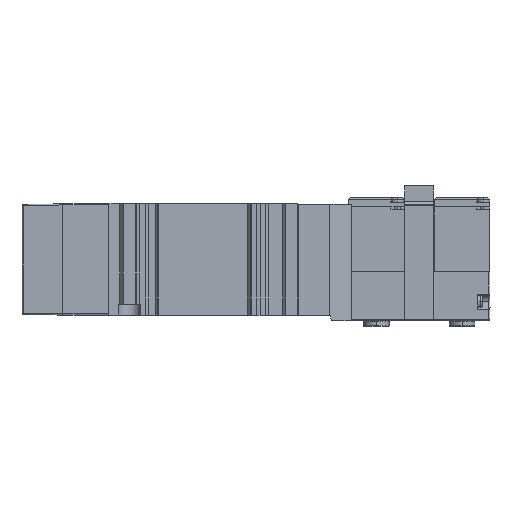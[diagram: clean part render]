
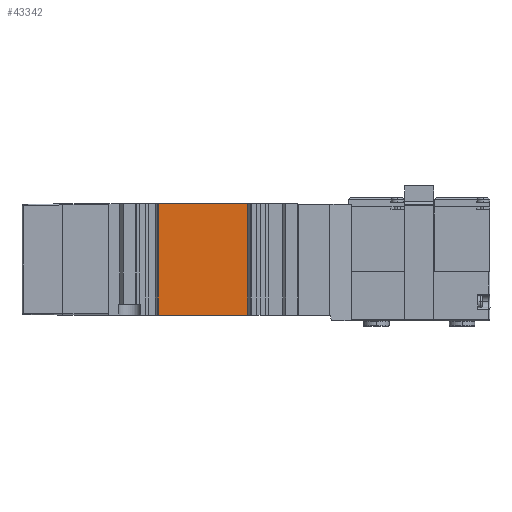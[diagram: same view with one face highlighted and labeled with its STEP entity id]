
A CAD part, front view. The second image highlights one B-rep face of the part: STEP entity #43342.
In plain terms, the highlighted planar face has unit normal (0, -1, 0).
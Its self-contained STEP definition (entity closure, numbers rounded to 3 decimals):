
#1049 = DIRECTION ( 'NONE',  ( 0., 0., 1. ) ) ;
#1099 = CARTESIAN_POINT ( 'NONE',  ( 11.942, -7.3, 0.014 ) ) ;
#1363 = VECTOR ( 'NONE', #20612, 1000. ) ;
#3766 = LINE ( 'NONE', #10609, #9231 ) ;
#4326 = VECTOR ( 'NONE', #42999, 1000. ) ;
#5455 = CARTESIAN_POINT ( 'NONE',  ( 11.942, -7.3, -15.236 ) ) ;
#6473 = EDGE_CURVE ( 'NONE', #20316, #33397, #14245, .T. ) ;
#8347 = ORIENTED_EDGE ( 'NONE', *, *, #35266, .F. ) ;
#9231 = VECTOR ( 'NONE', #38362, 1000. ) ;
#10609 = CARTESIAN_POINT ( 'NONE',  ( -0.259, -7.3, 15.264 ) ) ;
#10868 = EDGE_CURVE ( 'NONE', #29957, #13501, #35497, .T. ) ;
#12056 = LINE ( 'NONE', #16156, #4326 ) ;
#13501 = VERTEX_POINT ( 'NONE', #5455 ) ;
#13574 = CARTESIAN_POINT ( 'NONE',  ( -12.465, -7.3, 0.014 ) ) ;
#14245 = LINE ( 'NONE', #13574, #1363 ) ;
#14746 = DIRECTION ( 'NONE',  ( 0., 1., 0. ) ) ;
#15003 = AXIS2_PLACEMENT_3D ( 'NONE', #18377, #14746, #1049 ) ;
#15355 = CARTESIAN_POINT ( 'NONE',  ( -12.465, -7.3, 15.264 ) ) ;
#16156 = CARTESIAN_POINT ( 'NONE',  ( -0.259, -7.3, -15.236 ) ) ;
#18206 = DIRECTION ( 'NONE',  ( 0., 0., -1. ) ) ;
#18377 = CARTESIAN_POINT ( 'NONE',  ( -0.259, -7.3, 0.014 ) ) ;
#18807 = FACE_OUTER_BOUND ( 'NONE', #33340, .T. ) ;
#20316 = VERTEX_POINT ( 'NONE', #35415 ) ;
#20612 = DIRECTION ( 'NONE',  ( 0., 0., 1. ) ) ;
#21883 = ORIENTED_EDGE ( 'NONE', *, *, #6473, .F. ) ;
#26260 = EDGE_CURVE ( 'NONE', #13501, #20316, #12056, .T. ) ;
#26882 = ORIENTED_EDGE ( 'NONE', *, *, #26260, .F. ) ;
#29957 = VERTEX_POINT ( 'NONE', #37140 ) ;
#33340 = EDGE_LOOP ( 'NONE', ( #39461, #8347, #21883, #26882 ) ) ;
#33397 = VERTEX_POINT ( 'NONE', #15355 ) ;
#35266 = EDGE_CURVE ( 'NONE', #33397, #29957, #3766, .T. ) ;
#35415 = CARTESIAN_POINT ( 'NONE',  ( -12.465, -7.3, -15.236 ) ) ;
#35497 = LINE ( 'NONE', #1099, #39926 ) ;
#37140 = CARTESIAN_POINT ( 'NONE',  ( 11.942, -7.3, 15.264 ) ) ;
#38362 = DIRECTION ( 'NONE',  ( 1., 0., 0. ) ) ;
#39308 = PLANE ( 'NONE',  #15003 ) ;
#39461 = ORIENTED_EDGE ( 'NONE', *, *, #10868, .F. ) ;
#39926 = VECTOR ( 'NONE', #18206, 1000. ) ;
#42999 = DIRECTION ( 'NONE',  ( -1., 0., 0. ) ) ;
#43342 = ADVANCED_FACE ( 'NONE', ( #18807 ), #39308, .F. ) ;
